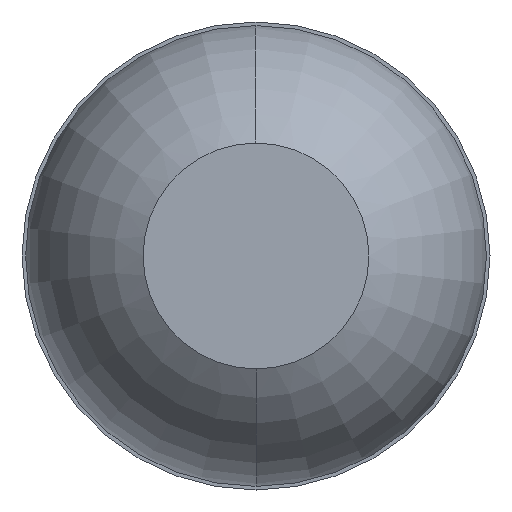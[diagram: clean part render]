
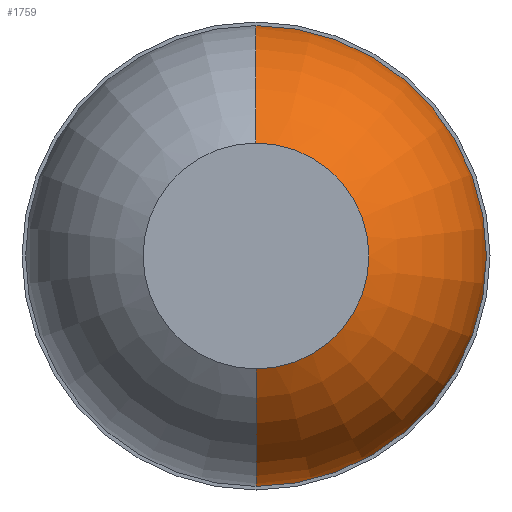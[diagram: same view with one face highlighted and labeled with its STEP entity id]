
A CAD part, front view. The second image highlights one B-rep face of the part: STEP entity #1759.
In plain terms, the highlighted toroidal (fillet/blend) face has major radius 0.01 mm and minor radius 0.5 mm.
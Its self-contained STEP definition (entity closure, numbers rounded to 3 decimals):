
#19 = CARTESIAN_POINT ( 'NONE',  ( 0., -26.961, -0.01 ) ) ;
#40 = CIRCLE ( 'NONE', #3412, 0.25 ) ;
#50 = VERTEX_POINT ( 'NONE', #1706 ) ;
#58 = DIRECTION ( 'NONE',  ( 0., 0., -1. ) ) ;
#116 = ORIENTED_EDGE ( 'NONE', *, *, #3289, .T. ) ;
#170 = EDGE_CURVE ( 'Defeature ausgef�hrt2_2+Defeature ausgef�hrt2_3+Defeature ausgef�hrt2_3+Defeature ausgef�hrt2_3', #2097, #50, #1701, .T. ) ;
#367 = CARTESIAN_POINT ( 'NONE',  ( 0., -27.4, 0. ) ) ;
#392 = CIRCLE ( 'NONE', #590, 0.5 ) ;
#469 = VERTEX_POINT ( 'NONE', #2478 ) ;
#590 = AXIS2_PLACEMENT_3D ( 'NONE', #2694, #1026, #2430 ) ;
#599 = DIRECTION ( 'NONE',  ( 0., 1., 0. ) ) ;
#791 = DIRECTION ( 'NONE',  ( 0., 1., 0. ) ) ;
#862 = DIRECTION ( 'NONE',  ( 1., 0., 0. ) ) ;
#907 = ORIENTED_EDGE ( 'NONE', *, *, #170, .F. ) ;
#920 = AXIS2_PLACEMENT_3D ( 'NONE', #1425, #599, #2084 ) ;
#1026 = DIRECTION ( 'NONE',  ( -1., 0., 0. ) ) ;
#1211 = DIRECTION ( 'NONE',  ( 0., -1., 0. ) ) ;
#1270 = CARTESIAN_POINT ( 'NONE',  ( 0., -26.961, 0.51 ) ) ;
#1313 = DIRECTION ( 'NONE',  ( 0., 0., 1. ) ) ;
#1425 = CARTESIAN_POINT ( 'NONE',  ( 0., -26.961, 0. ) ) ;
#1490 = DIRECTION ( 'NONE',  ( 0., 0., -1. ) ) ;
#1607 = ORIENTED_EDGE ( 'NONE', *, *, #2957, .F. ) ;
#1640 = ORIENTED_EDGE ( 'NONE', *, *, #2790, .F. ) ;
#1701 = CIRCLE ( 'NONE', #920, 0.51 ) ;
#1706 = CARTESIAN_POINT ( 'NONE',  ( 0., -26.961, -0.51 ) ) ;
#1759 = ADVANCED_FACE ( 'Defeature ausgef�hrt2_3', ( #2107 ), #3452, .T. ) ;
#1919 = CARTESIAN_POINT ( 'NONE',  ( 0., -26.961, 0. ) ) ;
#2084 = DIRECTION ( 'NONE',  ( 0., 0., 1. ) ) ;
#2097 = VERTEX_POINT ( 'NONE', #1270 ) ;
#2107 = FACE_OUTER_BOUND ( 'NONE', #3097, .T. ) ;
#2141 = AXIS2_PLACEMENT_3D ( 'NONE', #1919, #791, #1313 ) ;
#2430 = DIRECTION ( 'NONE',  ( 0., 0., 1. ) ) ;
#2454 = CIRCLE ( 'NONE', #3027, 0.5 ) ;
#2478 = CARTESIAN_POINT ( 'NONE',  ( 0., -27.4, -0.25 ) ) ;
#2694 = CARTESIAN_POINT ( 'NONE',  ( 0., -26.961, 0.01 ) ) ;
#2790 = EDGE_CURVE ( 'NONE', #2992, #2097, #392, .T. ) ;
#2868 = CARTESIAN_POINT ( 'NONE',  ( 0., -27.4, 0.25 ) ) ;
#2957 = EDGE_CURVE ( 'Defeature ausgef�hrt2_16+Defeature ausgef�hrt2_3+Defeature ausgef�hrt2_3+Defeature ausgef�hrt2_3', #469, #2992, #40, .T. ) ;
#2992 = VERTEX_POINT ( 'NONE', #2868 ) ;
#3027 = AXIS2_PLACEMENT_3D ( 'NONE', #19, #862, #58 ) ;
#3097 = EDGE_LOOP ( 'NONE', ( #1607, #116, #907, #1640 ) ) ;
#3289 = EDGE_CURVE ( 'NONE', #469, #50, #2454, .T. ) ;
#3412 = AXIS2_PLACEMENT_3D ( 'NONE', #367, #1211, #1490 ) ;
#3452 = TOROIDAL_SURFACE ( 'NONE', #2141, 0.01, 0.5 ) ;
